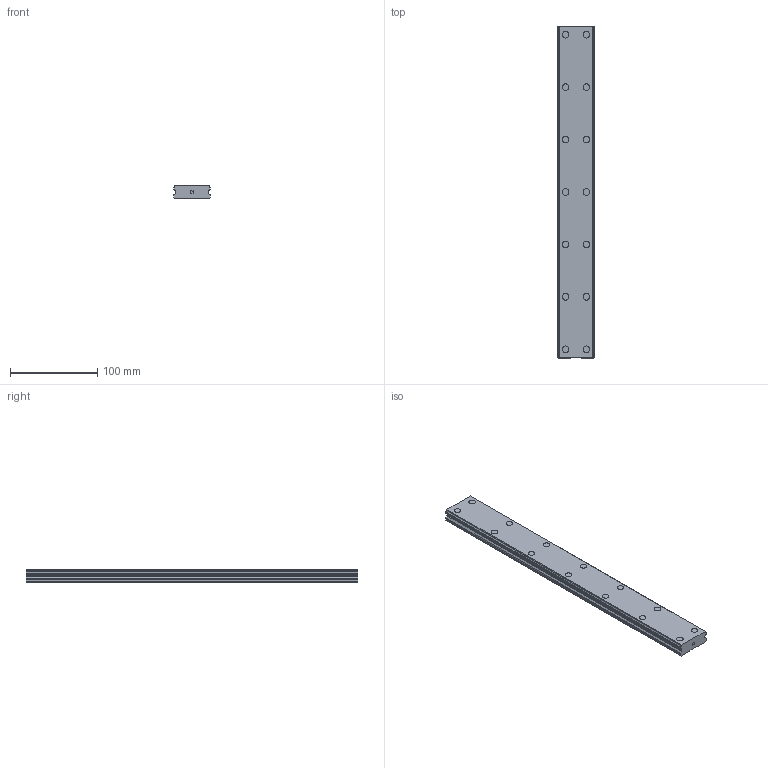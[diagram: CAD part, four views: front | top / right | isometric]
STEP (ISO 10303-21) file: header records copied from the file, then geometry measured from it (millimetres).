
FILE_DESCRIPTION(('STEP AP214'),'1');
FILE_NAME('cctmp_E33D54AE-8D2C-43E8-A4E5-AFE6F80A32D7_2021_03_04_12_25_37_0482..stp','2021-03-04T11:25:37',('HIWIN GmbH'),('CADClick - www.CADClick.com'),'Spatial InterOp 3D',' ','unknown authorization');
FILE_SCHEMA(('AUTOMOTIVE_DESIGN'));
Length unit declared in the file: millimetre
Products named in the file (1): WER27R380H_FILE
Bounding box: 42 x 380 x 15 mm (x, y, z)
Volume: 220693.2 mm3; surface area: 49246.3 mm2
Topology: 1 solids, 1 shells, 229 faces, 543 edges, 362 vertices
Faces by surface type: plane 127, cylinder 102
Entity records: 8517 total; most frequent: DIRECTION 1207, CARTESIAN_POINT 1135, ORIENTED_EDGE 1086, EDGE_CURVE 543, AXIS2_PLACEMENT_3D 434, VERTEX_POINT 362, LINE 339, VECTOR 339
